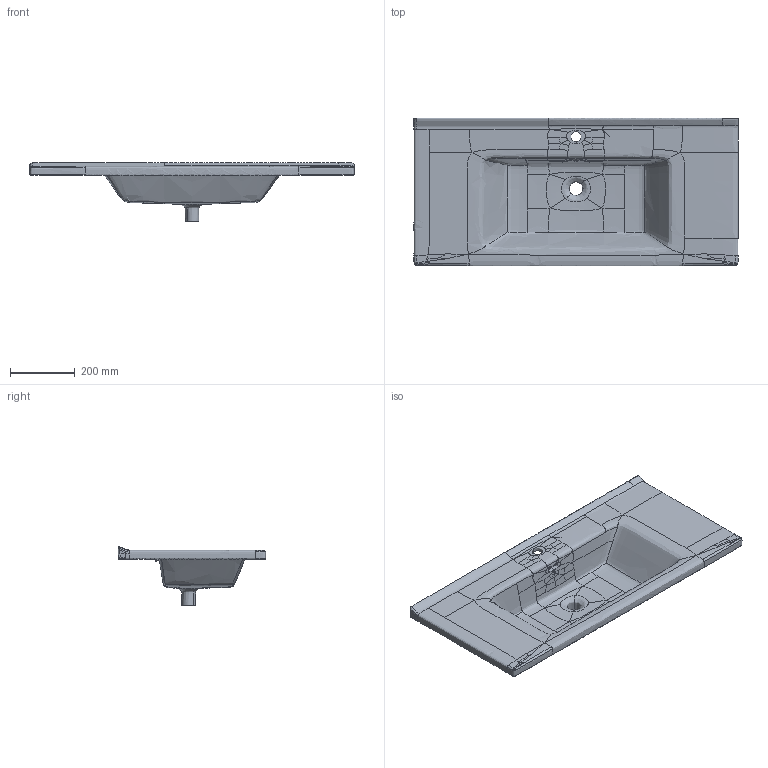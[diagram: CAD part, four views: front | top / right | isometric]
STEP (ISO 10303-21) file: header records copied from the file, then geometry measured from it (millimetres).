
FILE_DESCRIPTION(/* description */ (''),/* implementation_level */ '2;1');
FILE_NAME(/* name */ '1100',/* time_stamp */ '2025-07-12T19:22:07+03:00',/* author */ (''),/* organization */ (''),/* preprocessor_version */ 'ST-DEVELOPER v16.5',/* originating_system */ '',/* authorisation */ '');
FILE_SCHEMA (('AUTOMOTIVE_DESIGN_CC2'));
Length unit declared in the file: millimetre
Products named in the file (1): Document
Bounding box: 1000.29 x 455 x 179.99 mm (x, y, z)
Surface area: 710101.4 mm2 (no closed solid volume)
Topology: 0 solids, 1 shells, 225 faces, 577 edges, 350 vertices
Faces by surface type: bspline 225
Entity records: 35262 total; most frequent: CARTESIAN_POINT 31692, ORIENTED_EDGE 1132, EDGE_CURVE 577, B_SPLINE_CURVE_WITH_KNOTS 577, VERTEX_POINT 350, ADVANCED_FACE 225, FACE_OUTER_BOUND 225, EDGE_LOOP 225
